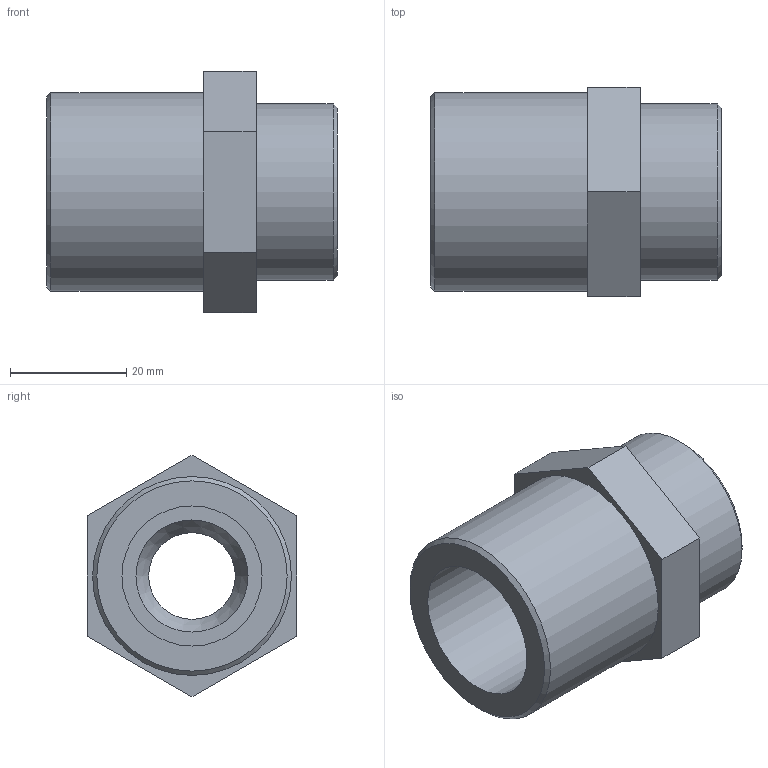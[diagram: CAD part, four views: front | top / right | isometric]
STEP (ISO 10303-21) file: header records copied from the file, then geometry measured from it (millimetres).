
FILE_DESCRIPTION(/* description */ ('PLASSON THREADED REDUCING SOCKET 3/4"-1/2"'),/* implementation_level */ '2;1');
FILE_NAME(/* name */ '051107.stp',/* time_stamp */ '2017-06-18T09:59:03+03:00',/* author */ ('KIM'),/* organization */ (''),/* preprocessor_version */ 'ST-DEVELOPER v15.6',/* originating_system */ 'Autodesk Inventor 2015',/* authorisation */ '');
FILE_SCHEMA (('AUTOMOTIVE_DESIGN { 1 0 10303 214 3 1 1 }'));
Length unit declared in the file: millimetre
Products named in the file (1): 051107
Bounding box: 50 x 36 x 41.57 mm (x, y, z)
Volume: 27889.3 mm3; surface area: 10325.4 mm2
Topology: 1 solids, 1 shells, 21 faces, 41 edges, 26 vertices
Faces by surface type: plane 12, cylinder 6, cone 3
Full cylindrical faces by diameter (mm): 14.905 x1, 18.631 x1, 19.294 x1, 24.117 x1, 30.297 x1, 34.2 x1
Entity records: 520 total; most frequent: DIRECTION 90, CARTESIAN_POINT 80, ORIENTED_EDGE 64, EDGE_LOOP 36, AXIS2_PLACEMENT_3D 36, EDGE_CURVE 32, VERTEX_POINT 26, FACE_OUTER_BOUND 21
